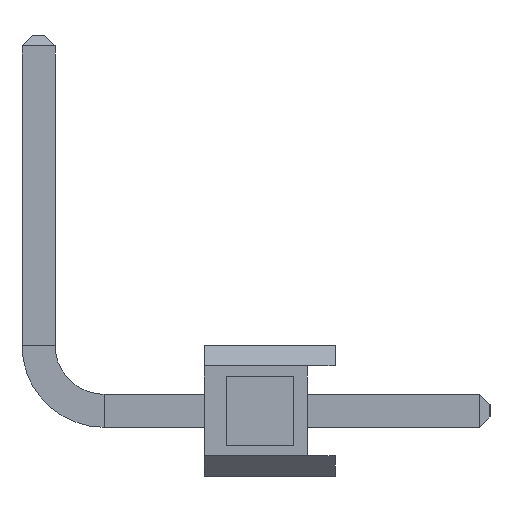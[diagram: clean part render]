
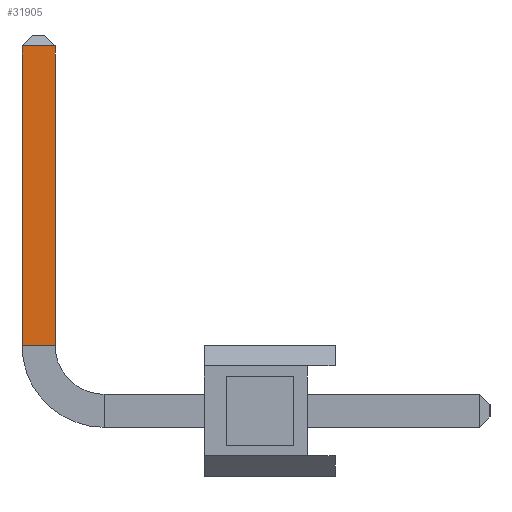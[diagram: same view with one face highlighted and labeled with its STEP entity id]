
A CAD part, left-side view. The second image highlights one B-rep face of the part: STEP entity #31905.
In plain terms, the highlighted planar face has unit normal (-1, 0, 0).
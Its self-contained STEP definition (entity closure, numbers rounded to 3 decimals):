
#1564 = LINE ( 'NONE', #36052, #32127 ) ;
#2038 = DIRECTION ( 'NONE',  ( 0., 0., 1. ) ) ;
#2464 = VECTOR ( 'NONE', #8753, 1000. ) ;
#3611 = EDGE_CURVE ( 'NONE', #5558, #29718, #1564, .T. ) ;
#5558 = VERTEX_POINT ( 'NONE', #9733 ) ;
#5603 = VECTOR ( 'NONE', #20532, 1000. ) ;
#6034 = LINE ( 'NONE', #20400, #5603 ) ;
#7466 = EDGE_CURVE ( 'NONE', #7957, #34930, #8049, .T. ) ;
#7957 = VERTEX_POINT ( 'NONE', #35382 ) ;
#8049 = LINE ( 'NONE', #14697, #2464 ) ;
#8753 = DIRECTION ( 'NONE',  ( 0., -1., 0. ) ) ;
#9115 = AXIS2_PLACEMENT_3D ( 'NONE', #16124, #22350, #25221 ) ;
#9733 = CARTESIAN_POINT ( 'NONE',  ( -0.32, 5.43, 7.07 ) ) ;
#10337 = EDGE_LOOP ( 'NONE', ( #32038, #32331, #21886, #10507 ) ) ;
#10507 = ORIENTED_EDGE ( 'NONE', *, *, #7466, .T. ) ;
#11389 = CARTESIAN_POINT ( 'NONE',  ( -0.32, 5.43, 1.27 ) ) ;
#12219 = CARTESIAN_POINT ( 'NONE',  ( -0.32, 6.07, 7.07 ) ) ;
#13416 = VECTOR ( 'NONE', #2038, 1000. ) ;
#14697 = CARTESIAN_POINT ( 'NONE',  ( -0.32, 6.07, 1.27 ) ) ;
#15182 = FACE_OUTER_BOUND ( 'NONE', #10337, .T. ) ;
#16124 = CARTESIAN_POINT ( 'NONE',  ( -0.32, 6.07, 1.27 ) ) ;
#18349 = DIRECTION ( 'NONE',  ( 0., 1., 0. ) ) ;
#19431 = EDGE_CURVE ( 'NONE', #7957, #29718, #6034, .T. ) ;
#20400 = CARTESIAN_POINT ( 'NONE',  ( -0.32, 6.07, 1.27 ) ) ;
#20532 = DIRECTION ( 'NONE',  ( 0., 0., 1. ) ) ;
#21886 = ORIENTED_EDGE ( 'NONE', *, *, #19431, .F. ) ;
#22350 = DIRECTION ( 'NONE',  ( -1., 0., 0. ) ) ;
#24316 = PLANE ( 'NONE',  #9115 ) ;
#25221 = DIRECTION ( 'NONE',  ( 0., -1., 0. ) ) ;
#29199 = LINE ( 'NONE', #31913, #13416 ) ;
#29718 = VERTEX_POINT ( 'NONE', #12219 ) ;
#31905 = ADVANCED_FACE ( 'NONE', ( #15182 ), #24316, .T. ) ;
#31913 = CARTESIAN_POINT ( 'NONE',  ( -0.32, 5.43, 1.27 ) ) ;
#32038 = ORIENTED_EDGE ( 'NONE', *, *, #35425, .T. ) ;
#32127 = VECTOR ( 'NONE', #18349, 1000. ) ;
#32331 = ORIENTED_EDGE ( 'NONE', *, *, #3611, .T. ) ;
#34930 = VERTEX_POINT ( 'NONE', #11389 ) ;
#35382 = CARTESIAN_POINT ( 'NONE',  ( -0.32, 6.07, 1.27 ) ) ;
#35425 = EDGE_CURVE ( 'NONE', #34930, #5558, #29199, .T. ) ;
#36052 = CARTESIAN_POINT ( 'NONE',  ( -0.32, 6.07, 7.07 ) ) ;
